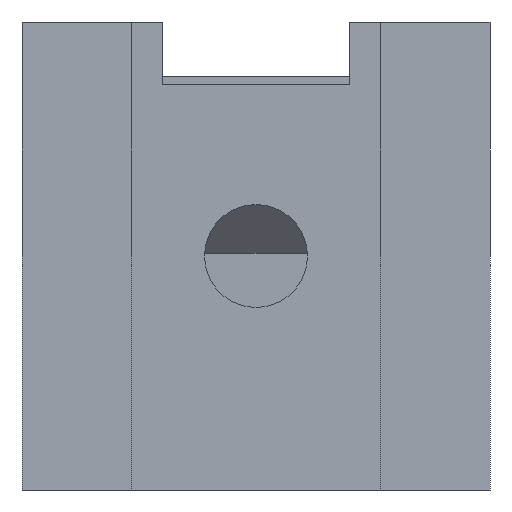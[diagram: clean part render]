
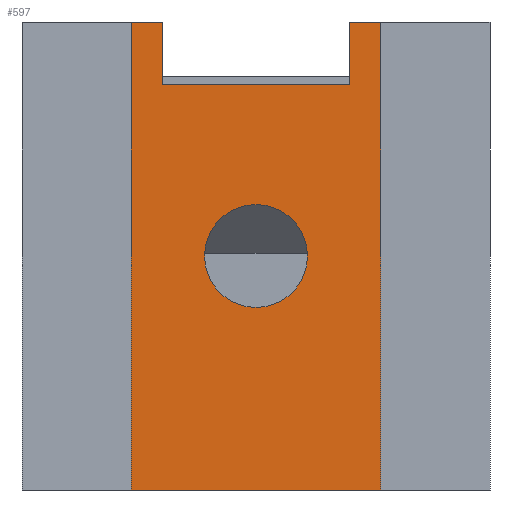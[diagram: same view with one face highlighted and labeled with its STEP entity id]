
A CAD part, front view. The second image highlights one B-rep face of the part: STEP entity #597.
In plain terms, the highlighted planar face has unit normal (0, -1, 0).
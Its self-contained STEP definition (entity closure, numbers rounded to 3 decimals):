
#11 = CARTESIAN_POINT ( 'NONE',  ( -4., 0., -7.5 ) ) ;
#30 = CARTESIAN_POINT ( 'NONE',  ( -4., 0., -7.5 ) ) ;
#32 = ORIENTED_EDGE ( 'NONE', *, *, #998, .T. ) ;
#56 = CARTESIAN_POINT ( 'NONE',  ( 3., 0., 5.5 ) ) ;
#66 = LINE ( 'NONE', #56, #314 ) ;
#72 = VERTEX_POINT ( 'NONE', #1127 ) ;
#114 = CARTESIAN_POINT ( 'NONE',  ( -7.5, 0., 7.5 ) ) ;
#126 = DIRECTION ( 'NONE',  ( 0., 0., -1. ) ) ;
#128 = VERTEX_POINT ( 'NONE', #230 ) ;
#133 = PLANE ( 'NONE',  #1028 ) ;
#140 = DIRECTION ( 'NONE',  ( 0., 0., 1. ) ) ;
#148 = ORIENTED_EDGE ( 'NONE', *, *, #433, .F. ) ;
#152 = CARTESIAN_POINT ( 'NONE',  ( -7.5, 0., 7.5 ) ) ;
#166 = DIRECTION ( 'NONE',  ( 0., -1., 0. ) ) ;
#174 = CARTESIAN_POINT ( 'NONE',  ( 3., 0., 7.5 ) ) ;
#199 = ORIENTED_EDGE ( 'NONE', *, *, #717, .F. ) ;
#204 = CARTESIAN_POINT ( 'NONE',  ( 0., 0., 0. ) ) ;
#205 = EDGE_CURVE ( 'NONE', #219, #575, #329, .T. ) ;
#219 = VERTEX_POINT ( 'NONE', #696 ) ;
#222 = DIRECTION ( 'NONE',  ( 0., -1., 0. ) ) ;
#230 = CARTESIAN_POINT ( 'NONE',  ( 0., 0., -1.65 ) ) ;
#245 = FACE_OUTER_BOUND ( 'NONE', #755, .T. ) ;
#294 = DIRECTION ( 'NONE',  ( -1., 0., 0. ) ) ;
#295 = EDGE_LOOP ( 'NONE', ( #816, #641 ) ) ;
#314 = VECTOR ( 'NONE', #685, 1000. ) ;
#315 = EDGE_CURVE ( 'NONE', #540, #219, #551, .T. ) ;
#323 = VECTOR ( 'NONE', #1144, 1000. ) ;
#329 = LINE ( 'NONE', #152, #954 ) ;
#335 = DIRECTION ( 'NONE',  ( 0., 0., 1. ) ) ;
#352 = CARTESIAN_POINT ( 'NONE',  ( 0., 0., 1.65 ) ) ;
#353 = AXIS2_PLACEMENT_3D ( 'NONE', #803, #166, #883 ) ;
#366 = CARTESIAN_POINT ( 'NONE',  ( 3., 0., 5.5 ) ) ;
#374 = AXIS2_PLACEMENT_3D ( 'NONE', #204, #222, #126 ) ;
#382 = VERTEX_POINT ( 'NONE', #366 ) ;
#389 = CARTESIAN_POINT ( 'NONE',  ( 4., 0., 7.5 ) ) ;
#412 = CIRCLE ( 'NONE', #353, 1.65 ) ;
#433 = EDGE_CURVE ( 'NONE', #615, #1079, #928, .T. ) ;
#450 = VERTEX_POINT ( 'NONE', #459 ) ;
#459 = CARTESIAN_POINT ( 'NONE',  ( -3., 0., 5.5 ) ) ;
#483 = EDGE_CURVE ( 'NONE', #128, #640, #914, .T. ) ;
#504 = VECTOR ( 'NONE', #867, 1000. ) ;
#518 = CARTESIAN_POINT ( 'NONE',  ( -3., 0., 7.5 ) ) ;
#519 = DIRECTION ( 'NONE',  ( 1., 0., 0. ) ) ;
#530 = LINE ( 'NONE', #518, #504 ) ;
#540 = VERTEX_POINT ( 'NONE', #30 ) ;
#551 = LINE ( 'NONE', #11, #1030 ) ;
#575 = VERTEX_POINT ( 'NONE', #934 ) ;
#597 = ADVANCED_FACE ( 'NONE', ( #683, #245 ), #133, .F. ) ;
#599 = LINE ( 'NONE', #1126, #888 ) ;
#615 = VERTEX_POINT ( 'NONE', #174 ) ;
#624 = ORIENTED_EDGE ( 'NONE', *, *, #884, .F. ) ;
#640 = VERTEX_POINT ( 'NONE', #352 ) ;
#641 = ORIENTED_EDGE ( 'NONE', *, *, #669, .F. ) ;
#645 = CARTESIAN_POINT ( 'NONE',  ( -7.5, 0., -7.5 ) ) ;
#669 = EDGE_CURVE ( 'NONE', #640, #128, #412, .T. ) ;
#683 = FACE_BOUND ( 'NONE', #295, .T. ) ;
#685 = DIRECTION ( 'NONE',  ( 0., 0., 1. ) ) ;
#696 = CARTESIAN_POINT ( 'NONE',  ( -4., 0., 7.5 ) ) ;
#717 = EDGE_CURVE ( 'NONE', #450, #382, #792, .T. ) ;
#737 = ORIENTED_EDGE ( 'NONE', *, *, #205, .F. ) ;
#755 = EDGE_LOOP ( 'NONE', ( #148, #624, #199, #1064, #737, #760, #995, #32 ) ) ;
#760 = ORIENTED_EDGE ( 'NONE', *, *, #315, .F. ) ;
#792 = LINE ( 'NONE', #1056, #323 ) ;
#803 = CARTESIAN_POINT ( 'NONE',  ( 0., 0., 0. ) ) ;
#816 = ORIENTED_EDGE ( 'NONE', *, *, #483, .F. ) ;
#830 = EDGE_CURVE ( 'NONE', #72, #540, #917, .T. ) ;
#867 = DIRECTION ( 'NONE',  ( 0., 0., -1. ) ) ;
#876 = VECTOR ( 'NONE', #908, 1000. ) ;
#883 = DIRECTION ( 'NONE',  ( 0., 0., -1. ) ) ;
#884 = EDGE_CURVE ( 'NONE', #382, #615, #66, .T. ) ;
#888 = VECTOR ( 'NONE', #335, 1000. ) ;
#908 = DIRECTION ( 'NONE',  ( 1., 0., 0. ) ) ;
#914 = CIRCLE ( 'NONE', #374, 1.65 ) ;
#917 = LINE ( 'NONE', #645, #1138 ) ;
#928 = LINE ( 'NONE', #114, #876 ) ;
#934 = CARTESIAN_POINT ( 'NONE',  ( -3., 0., 7.5 ) ) ;
#946 = DIRECTION ( 'NONE',  ( 0., 1., 0. ) ) ;
#954 = VECTOR ( 'NONE', #519, 1000. ) ;
#965 = DIRECTION ( 'NONE',  ( 0., 0., 1. ) ) ;
#995 = ORIENTED_EDGE ( 'NONE', *, *, #830, .F. ) ;
#998 = EDGE_CURVE ( 'NONE', #72, #1079, #599, .T. ) ;
#1028 = AXIS2_PLACEMENT_3D ( 'NONE', #1036, #946, #140 ) ;
#1030 = VECTOR ( 'NONE', #965, 1000. ) ;
#1036 = CARTESIAN_POINT ( 'NONE',  ( 0., 0., 0. ) ) ;
#1051 = EDGE_CURVE ( 'NONE', #575, #450, #530, .T. ) ;
#1056 = CARTESIAN_POINT ( 'NONE',  ( -3., 0., 5.5 ) ) ;
#1064 = ORIENTED_EDGE ( 'NONE', *, *, #1051, .F. ) ;
#1079 = VERTEX_POINT ( 'NONE', #389 ) ;
#1126 = CARTESIAN_POINT ( 'NONE',  ( 4., 0., -7.5 ) ) ;
#1127 = CARTESIAN_POINT ( 'NONE',  ( 4., 0., -7.5 ) ) ;
#1138 = VECTOR ( 'NONE', #294, 1000. ) ;
#1144 = DIRECTION ( 'NONE',  ( 1., 0., 0. ) ) ;
